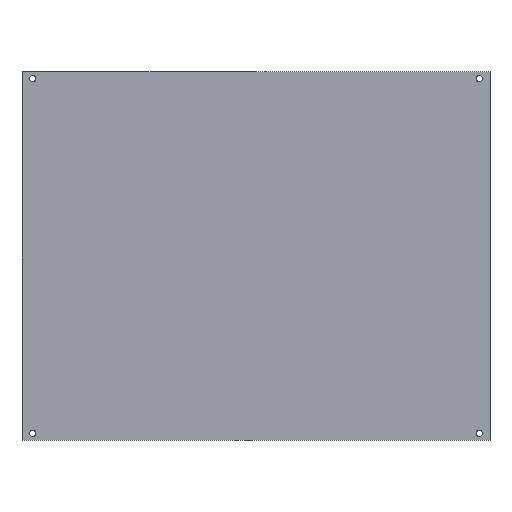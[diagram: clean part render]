
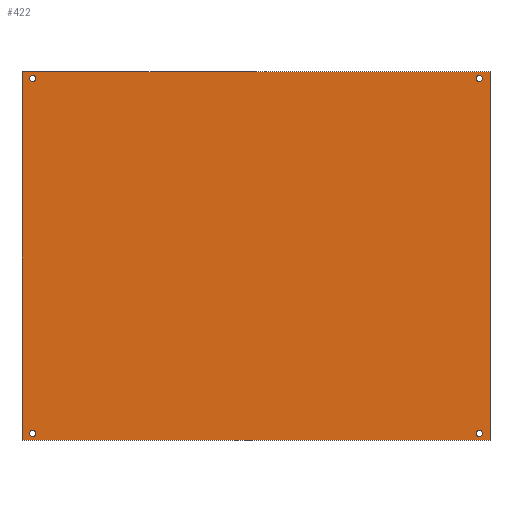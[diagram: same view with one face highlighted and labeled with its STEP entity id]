
A CAD part, top view. The second image highlights one B-rep face of the part: STEP entity #422.
In plain terms, the highlighted planar face has unit normal (0, 0, 1).
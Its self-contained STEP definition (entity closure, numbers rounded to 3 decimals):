
#3 = DIRECTION ( 'NONE',  ( 0., 0., 1. ) ) ;
#12 = EDGE_CURVE ( 'NONE', #363, #204, #109, .T. ) ;
#15 = AXIS2_PLACEMENT_3D ( 'NONE', #43, #75, #377 ) ;
#17 = EDGE_CURVE ( 'NONE', #201, #302, #484, .T. ) ;
#24 = CARTESIAN_POINT ( 'NONE',  ( -240.03, -189.23, 4. ) ) ;
#29 = AXIS2_PLACEMENT_3D ( 'NONE', #344, #380, #37 ) ;
#36 = FACE_BOUND ( 'NONE', #224, .T. ) ;
#37 = DIRECTION ( 'NONE',  ( 1., 0., 0. ) ) ;
#38 = DIRECTION ( 'NONE',  ( 0., 0., 1. ) ) ;
#41 = LINE ( 'NONE', #157, #148 ) ;
#43 = CARTESIAN_POINT ( 'NONE',  ( 229., -182., 4. ) ) ;
#46 = CARTESIAN_POINT ( 'NONE',  ( -232.25, -182., 4. ) ) ;
#48 = CARTESIAN_POINT ( 'NONE',  ( 229., 182., 4. ) ) ;
#50 = ORIENTED_EDGE ( 'NONE', *, *, #212, .T. ) ;
#51 = DIRECTION ( 'NONE',  ( 0., 0., 1. ) ) ;
#52 = EDGE_CURVE ( 'NONE', #324, #89, #71, .T. ) ;
#53 = ORIENTED_EDGE ( 'NONE', *, *, #396, .T. ) ;
#55 = DIRECTION ( 'NONE',  ( 1., 0., 0. ) ) ;
#57 = AXIS2_PLACEMENT_3D ( 'NONE', #73, #79, #351 ) ;
#58 = CIRCLE ( 'NONE', #495, 3.25 ) ;
#62 = DIRECTION ( 'NONE',  ( 1., 0., 0. ) ) ;
#68 = CARTESIAN_POINT ( 'NONE',  ( 225.75, -182., 4. ) ) ;
#71 = CIRCLE ( 'NONE', #176, 3.25 ) ;
#72 = FACE_BOUND ( 'NONE', #210, .T. ) ;
#73 = CARTESIAN_POINT ( 'NONE',  ( 229., -182., 4. ) ) ;
#74 = EDGE_CURVE ( 'NONE', #128, #399, #41, .T. ) ;
#75 = DIRECTION ( 'NONE',  ( 0., 0., 1. ) ) ;
#79 = DIRECTION ( 'NONE',  ( 0., 0., 1. ) ) ;
#81 = EDGE_LOOP ( 'NONE', ( #102, #460 ) ) ;
#89 = VERTEX_POINT ( 'NONE', #46 ) ;
#92 = ORIENTED_EDGE ( 'NONE', *, *, #12, .F. ) ;
#102 = ORIENTED_EDGE ( 'NONE', *, *, #195, .F. ) ;
#109 = CIRCLE ( 'NONE', #291, 3.25 ) ;
#110 = VECTOR ( 'NONE', #405, 1000. ) ;
#113 = CARTESIAN_POINT ( 'NONE',  ( -240.03, -189.23, 4. ) ) ;
#114 = ORIENTED_EDGE ( 'NONE', *, *, #17, .F. ) ;
#115 = LINE ( 'NONE', #305, #413 ) ;
#120 = DIRECTION ( 'NONE',  ( 1., 0., 0. ) ) ;
#123 = ORIENTED_EDGE ( 'NONE', *, *, #218, .F. ) ;
#124 = EDGE_CURVE ( 'NONE', #89, #324, #58, .T. ) ;
#126 = CIRCLE ( 'NONE', #402, 3.25 ) ;
#128 = VERTEX_POINT ( 'NONE', #401 ) ;
#129 = DIRECTION ( 'NONE',  ( 1., 0., 0. ) ) ;
#132 = LINE ( 'NONE', #24, #316 ) ;
#138 = VERTEX_POINT ( 'NONE', #171 ) ;
#144 = CARTESIAN_POINT ( 'NONE',  ( -229., 182., 4. ) ) ;
#148 = VECTOR ( 'NONE', #428, 1000. ) ;
#157 = CARTESIAN_POINT ( 'NONE',  ( -240.03, 189.23, 4. ) ) ;
#161 = DIRECTION ( 'NONE',  ( 0., 0., 1. ) ) ;
#167 = CIRCLE ( 'NONE', #342, 3.25 ) ;
#168 = CARTESIAN_POINT ( 'NONE',  ( -229., -182., 4. ) ) ;
#171 = CARTESIAN_POINT ( 'NONE',  ( 240.03, -189.23, 4. ) ) ;
#176 = AXIS2_PLACEMENT_3D ( 'NONE', #473, #161, #129 ) ;
#189 = CARTESIAN_POINT ( 'NONE',  ( -225.75, 182., 4. ) ) ;
#195 = EDGE_CURVE ( 'NONE', #279, #234, #365, .T. ) ;
#196 = DIRECTION ( 'NONE',  ( 1., 0., 0. ) ) ;
#201 = VERTEX_POINT ( 'NONE', #286 ) ;
#204 = VERTEX_POINT ( 'NONE', #215 ) ;
#208 = ORIENTED_EDGE ( 'NONE', *, *, #74, .T. ) ;
#210 = EDGE_LOOP ( 'NONE', ( #349, #283 ) ) ;
#212 = EDGE_CURVE ( 'NONE', #300, #138, #132, .T. ) ;
#215 = CARTESIAN_POINT ( 'NONE',  ( 232.25, 182., 4. ) ) ;
#218 = EDGE_CURVE ( 'NONE', #204, #363, #167, .T. ) ;
#224 = EDGE_LOOP ( 'NONE', ( #92, #123 ) ) ;
#225 = DIRECTION ( 'NONE',  ( 0., 1., 0. ) ) ;
#232 = PLANE ( 'NONE',  #29 ) ;
#234 = VERTEX_POINT ( 'NONE', #189 ) ;
#236 = FACE_BOUND ( 'NONE', #81, .T. ) ;
#241 = CARTESIAN_POINT ( 'NONE',  ( 229., 182., 4. ) ) ;
#247 = EDGE_LOOP ( 'NONE', ( #490, #114 ) ) ;
#257 = CARTESIAN_POINT ( 'NONE',  ( -240.03, 189.23, 4. ) ) ;
#269 = EDGE_LOOP ( 'NONE', ( #357, #50, #53, #208 ) ) ;
#270 = CARTESIAN_POINT ( 'NONE',  ( -240.03, 189.23, 4. ) ) ;
#279 = VERTEX_POINT ( 'NONE', #492 ) ;
#283 = ORIENTED_EDGE ( 'NONE', *, *, #52, .F. ) ;
#285 = EDGE_CURVE ( 'NONE', #234, #279, #126, .T. ) ;
#286 = CARTESIAN_POINT ( 'NONE',  ( 232.25, -182., 4. ) ) ;
#291 = AXIS2_PLACEMENT_3D ( 'NONE', #241, #3, #120 ) ;
#300 = VERTEX_POINT ( 'NONE', #113 ) ;
#302 = VERTEX_POINT ( 'NONE', #68 ) ;
#303 = CARTESIAN_POINT ( 'NONE',  ( 225.75, 182., 4. ) ) ;
#305 = CARTESIAN_POINT ( 'NONE',  ( 240.03, 189.23, 4. ) ) ;
#316 = VECTOR ( 'NONE', #393, 1000. ) ;
#323 = EDGE_CURVE ( 'NONE', #399, #300, #494, .T. ) ;
#324 = VERTEX_POINT ( 'NONE', #407 ) ;
#330 = DIRECTION ( 'NONE',  ( 0., 0., 1. ) ) ;
#342 = AXIS2_PLACEMENT_3D ( 'NONE', #48, #479, #483 ) ;
#344 = CARTESIAN_POINT ( 'NONE',  ( -240.03, -189.23, 4. ) ) ;
#349 = ORIENTED_EDGE ( 'NONE', *, *, #124, .F. ) ;
#351 = DIRECTION ( 'NONE',  ( 1., 0., 0. ) ) ;
#357 = ORIENTED_EDGE ( 'NONE', *, *, #323, .T. ) ;
#359 = CIRCLE ( 'NONE', #15, 3.25 ) ;
#363 = VERTEX_POINT ( 'NONE', #303 ) ;
#365 = CIRCLE ( 'NONE', #416, 3.25 ) ;
#377 = DIRECTION ( 'NONE',  ( 1., 0., 0. ) ) ;
#380 = DIRECTION ( 'NONE',  ( 0., 0., 1. ) ) ;
#393 = DIRECTION ( 'NONE',  ( 1., 0., 0. ) ) ;
#396 = EDGE_CURVE ( 'NONE', #138, #128, #115, .T. ) ;
#399 = VERTEX_POINT ( 'NONE', #270 ) ;
#400 = CARTESIAN_POINT ( 'NONE',  ( -229., 182., 4. ) ) ;
#401 = CARTESIAN_POINT ( 'NONE',  ( 240.03, 189.23, 4. ) ) ;
#402 = AXIS2_PLACEMENT_3D ( 'NONE', #144, #330, #62 ) ;
#405 = DIRECTION ( 'NONE',  ( 0., -1., 0. ) ) ;
#407 = CARTESIAN_POINT ( 'NONE',  ( -225.75, -182., 4. ) ) ;
#408 = EDGE_CURVE ( 'NONE', #302, #201, #359, .T. ) ;
#413 = VECTOR ( 'NONE', #225, 1000. ) ;
#416 = AXIS2_PLACEMENT_3D ( 'NONE', #400, #51, #55 ) ;
#419 = FACE_OUTER_BOUND ( 'NONE', #269, .T. ) ;
#422 = ADVANCED_FACE ( 'NONE', ( #465, #236, #419, #36, #72 ), #232, .T. ) ;
#428 = DIRECTION ( 'NONE',  ( -1., 0., 0. ) ) ;
#460 = ORIENTED_EDGE ( 'NONE', *, *, #285, .F. ) ;
#465 = FACE_BOUND ( 'NONE', #247, .T. ) ;
#473 = CARTESIAN_POINT ( 'NONE',  ( -229., -182., 4. ) ) ;
#479 = DIRECTION ( 'NONE',  ( 0., 0., 1. ) ) ;
#483 = DIRECTION ( 'NONE',  ( 1., 0., 0. ) ) ;
#484 = CIRCLE ( 'NONE', #57, 3.25 ) ;
#490 = ORIENTED_EDGE ( 'NONE', *, *, #408, .F. ) ;
#492 = CARTESIAN_POINT ( 'NONE',  ( -232.25, 182., 4. ) ) ;
#494 = LINE ( 'NONE', #257, #110 ) ;
#495 = AXIS2_PLACEMENT_3D ( 'NONE', #168, #38, #196 ) ;
